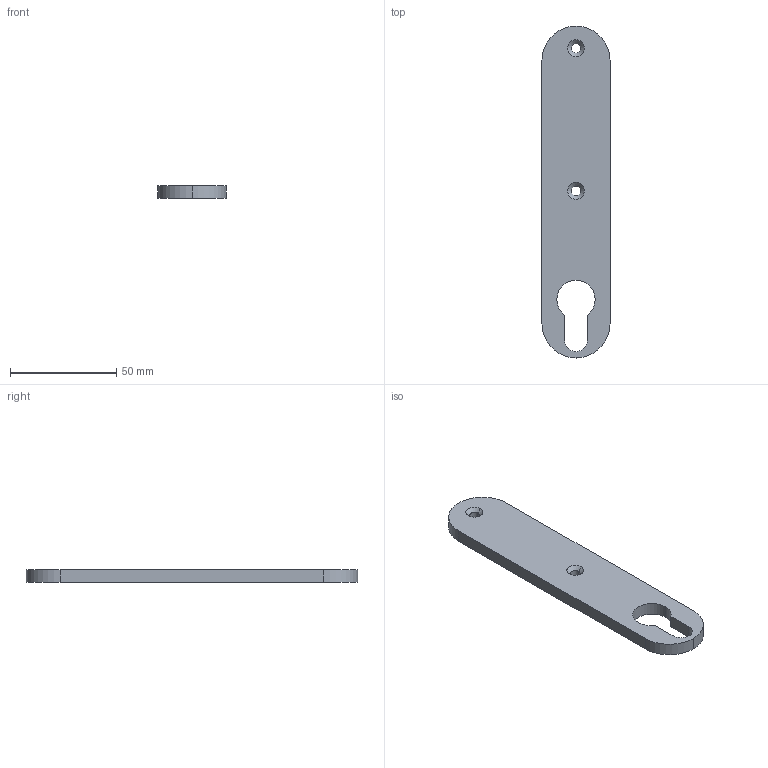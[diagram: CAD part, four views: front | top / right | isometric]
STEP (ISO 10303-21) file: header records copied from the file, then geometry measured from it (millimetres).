
FILE_DESCRIPTION (( 'STEP AP203' ), '1' );
FILE_NAME ('15057.STEP', '2019-07-31T09:35:22', ( '' ), ( '' ), 'SwSTEP 2.0', 'SolidWorks 2015', '' );
FILE_SCHEMA (( 'CONFIG_CONTROL_DESIGN' ));
Length unit declared in the file: millimetre
Products named in the file (1): 15057
Bounding box: 32 x 156 x 6 mm (x, y, z)
Volume: 25921.3 mm3; surface area: 11420.2 mm2
Topology: 1 solids, 1 shells, 190 faces, 509 edges, 338 vertices
Faces by surface type: plane 101, bspline 73, cylinder 12, cone 4
Entity records: 9888 total; most frequent: CARTESIAN_POINT 5519, ORIENTED_EDGE 1018, DIRECTION 627, EDGE_CURVE 509, VERTEX_POINT 338, VECTOR 335, LINE 335, EDGE_LOOP 213
